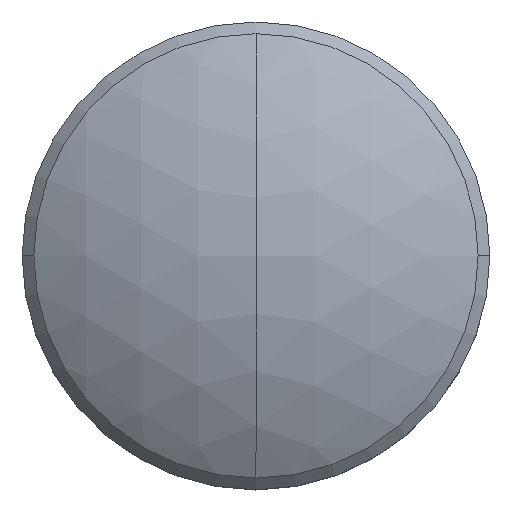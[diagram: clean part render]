
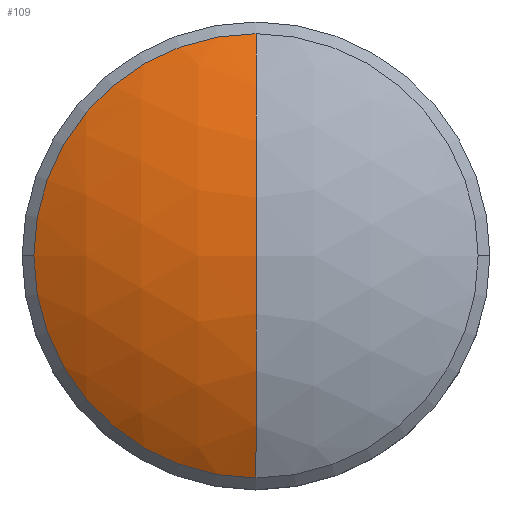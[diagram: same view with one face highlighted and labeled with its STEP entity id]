
A CAD part, top view. The second image highlights one B-rep face of the part: STEP entity #109.
In plain terms, the highlighted spherical face has radius 1.834 mm.
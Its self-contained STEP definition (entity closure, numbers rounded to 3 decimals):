
#17 = SPHERICAL_SURFACE ( 'NONE', #280, 1.834 ) ;
#24 = CIRCLE ( 'NONE', #115, 0.95 ) ;
#35 = DIRECTION ( 'NONE',  ( 1., 0., 0. ) ) ;
#48 = CARTESIAN_POINT ( 'NONE',  ( 0.119, 0.968, 1.651 ) ) ;
#50 = CARTESIAN_POINT ( 'NONE',  ( 1.069, 0.018, 1.651 ) ) ;
#54 = DIRECTION ( 'NONE',  ( 0., 0., -1. ) ) ;
#60 = ORIENTED_EDGE ( 'NONE', *, *, #129, .T. ) ;
#68 = CIRCLE ( 'NONE', #157, 1.834 ) ;
#70 = ORIENTED_EDGE ( 'NONE', *, *, #230, .F. ) ;
#74 = DIRECTION ( 'NONE',  ( 0., -1., 0. ) ) ;
#75 = DIRECTION ( 'NONE',  ( 1., 0., 0. ) ) ;
#84 = VERTEX_POINT ( 'NONE', #50 ) ;
#88 = FACE_OUTER_BOUND ( 'NONE', #120, .T. ) ;
#89 = AXIS2_PLACEMENT_3D ( 'NONE', #260, #233, #74 ) ;
#97 = CARTESIAN_POINT ( 'NONE',  ( 1.069, 0.968, 1.651 ) ) ;
#109 = ADVANCED_FACE ( 'NONE', ( #88 ), #17, .T. ) ;
#115 = AXIS2_PLACEMENT_3D ( 'NONE', #234, #121, #173 ) ;
#120 = EDGE_LOOP ( 'NONE', ( #60, #320, #70, #197 ) ) ;
#121 = DIRECTION ( 'NONE',  ( 0., 0., 1. ) ) ;
#126 = CIRCLE ( 'NONE', #89, 1.834 ) ;
#129 = EDGE_CURVE ( 'NONE', #204, #84, #24, .T. ) ;
#130 = DIRECTION ( 'NONE',  ( 0., 0., 1. ) ) ;
#142 = AXIS2_PLACEMENT_3D ( 'NONE', #97, #130, #35 ) ;
#154 = CARTESIAN_POINT ( 'NONE',  ( 1.069, 0.968, 0.082 ) ) ;
#157 = AXIS2_PLACEMENT_3D ( 'NONE', #211, #75, #54 ) ;
#167 = EDGE_CURVE ( 'NONE', #84, #169, #126, .T. ) ;
#169 = VERTEX_POINT ( 'NONE', #259 ) ;
#171 = CARTESIAN_POINT ( 'NONE',  ( 1.069, 1.918, 1.651 ) ) ;
#173 = DIRECTION ( 'NONE',  ( 1., 0., 0. ) ) ;
#188 = VERTEX_POINT ( 'NONE', #171 ) ;
#197 = ORIENTED_EDGE ( 'NONE', *, *, #248, .T. ) ;
#204 = VERTEX_POINT ( 'NONE', #48 ) ;
#206 = DIRECTION ( 'NONE',  ( 0., 1., 0. ) ) ;
#211 = CARTESIAN_POINT ( 'NONE',  ( 1.069, 0.968, 0.082 ) ) ;
#230 = EDGE_CURVE ( 'NONE', #188, #169, #68, .T. ) ;
#233 = DIRECTION ( 'NONE',  ( -1., 0., 0. ) ) ;
#234 = CARTESIAN_POINT ( 'NONE',  ( 1.069, 0.968, 1.651 ) ) ;
#248 = EDGE_CURVE ( 'NONE', #188, #204, #295, .T. ) ;
#259 = CARTESIAN_POINT ( 'NONE',  ( 1.069, 0.968, 1.916 ) ) ;
#260 = CARTESIAN_POINT ( 'NONE',  ( 1.069, 0.968, 0.082 ) ) ;
#280 = AXIS2_PLACEMENT_3D ( 'NONE', #154, #284, #206 ) ;
#284 = DIRECTION ( 'NONE',  ( -1., 0., 0. ) ) ;
#295 = CIRCLE ( 'NONE', #142, 0.95 ) ;
#320 = ORIENTED_EDGE ( 'NONE', *, *, #167, .T. ) ;
